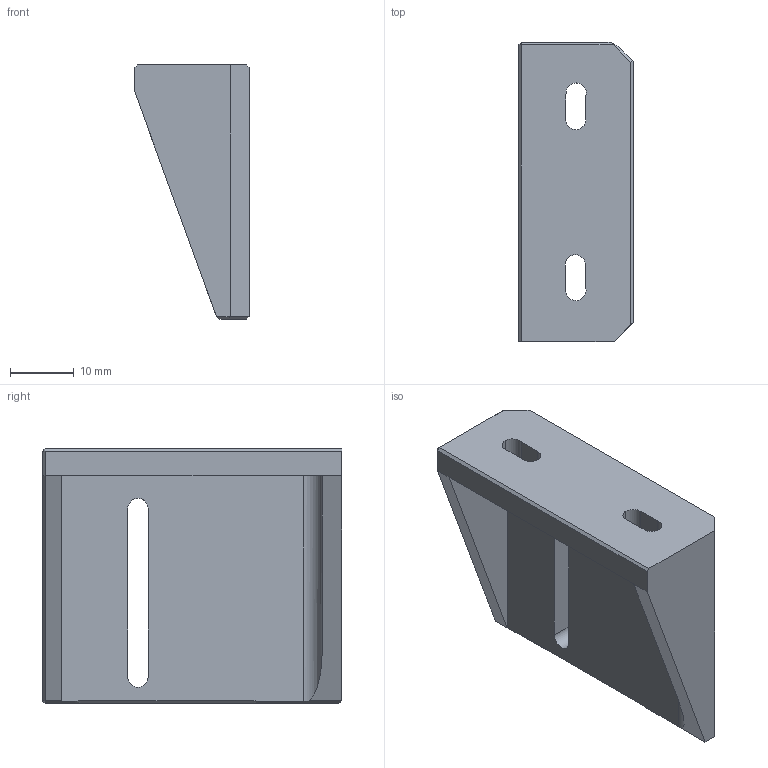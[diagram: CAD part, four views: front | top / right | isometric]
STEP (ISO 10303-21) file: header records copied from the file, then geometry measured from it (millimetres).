
FILE_DESCRIPTION (( 'STEP AP203' ), '1' );
FILE_NAME ('depressor_mount.STEP', '2025-02-13T01:41:58', ( '' ), ( '' ), 'SwSTEP 2.0', 'SolidWorks 2025', '' );
FILE_SCHEMA (( 'CONFIG_CONTROL_DESIGN' ));
Length unit declared in the file: millimetre
Products named in the file (1): depressor_mount
Bounding box: 18 x 47 x 40 mm (x, y, z)
Volume: 12358.6 mm3; surface area: 6867.5 mm2
Topology: 1 solids, 1 shells, 210 faces, 612 edges, 404 vertices
Faces by surface type: plane 192, cylinder 12, cone 4, bspline 2
Entity records: 6986 total; most frequent: CARTESIAN_POINT 1355, ORIENTED_EDGE 1224, DIRECTION 1047, EDGE_CURVE 612, VECTOR 567, LINE 567, VERTEX_POINT 404, AXIS2_PLACEMENT_3D 240
